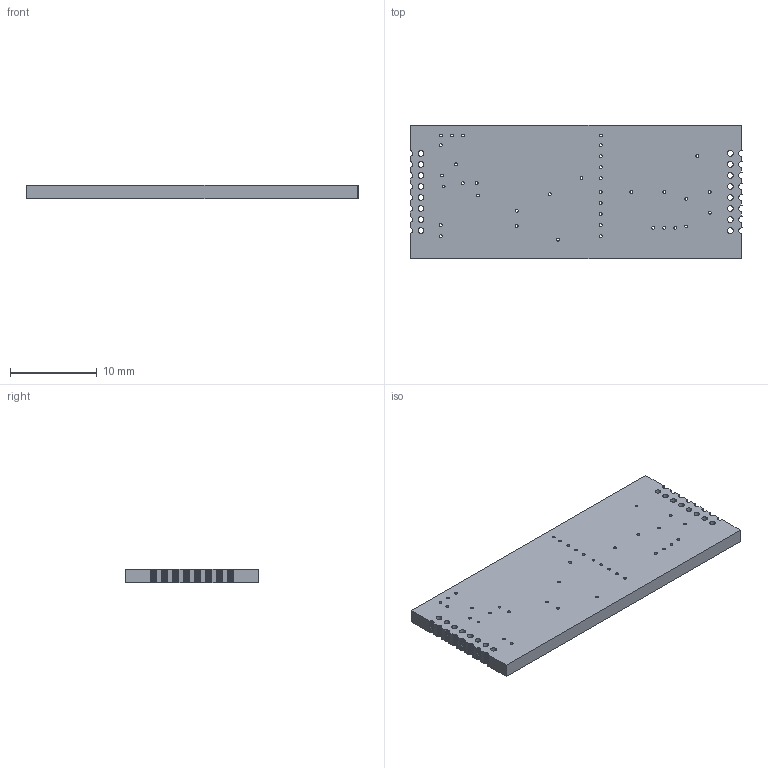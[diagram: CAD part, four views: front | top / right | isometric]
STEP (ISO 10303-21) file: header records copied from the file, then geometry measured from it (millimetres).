
FILE_DESCRIPTION(('for SolidWorks'),'2;1');
FILE_NAME('highVoltageMppc.step','2016-06-29T09:40:31',('Andrew'),(''), 'Open CASCADE STEP processor 6.6','Diptrace','Unknown');
FILE_SCHEMA(('AUTOMOTIVE_DESIGN { 1 0 10303 214 1 1 1 1 }'));
Length unit declared in the file: millimetre
Products named in the file (2): PCB; Board
Assembly tree (1 placements, depth 2):
  PCB
    Board
Bounding box: 38.22 x 15.4 x 1.6 mm (x, y, z)
Volume: 921.8 mm3; surface area: 1447.3 mm2
Topology: 1 solids, 1 shells, 259 faces, 771 edges, 514 vertices
Faces by surface type: plane 206, cylinder 53
Full cylindrical faces by diameter (mm): 0.33 x37, 0.65 x16
Entity records: 8860 total; most frequent: CARTESIAN_POINT 1546, ORIENTED_EDGE 1542, DIRECTION 1399, EDGE_CURVE 771, LINE 665, VECTOR 665, VERTEX_POINT 514, AXIS2_PLACEMENT_3D 367
